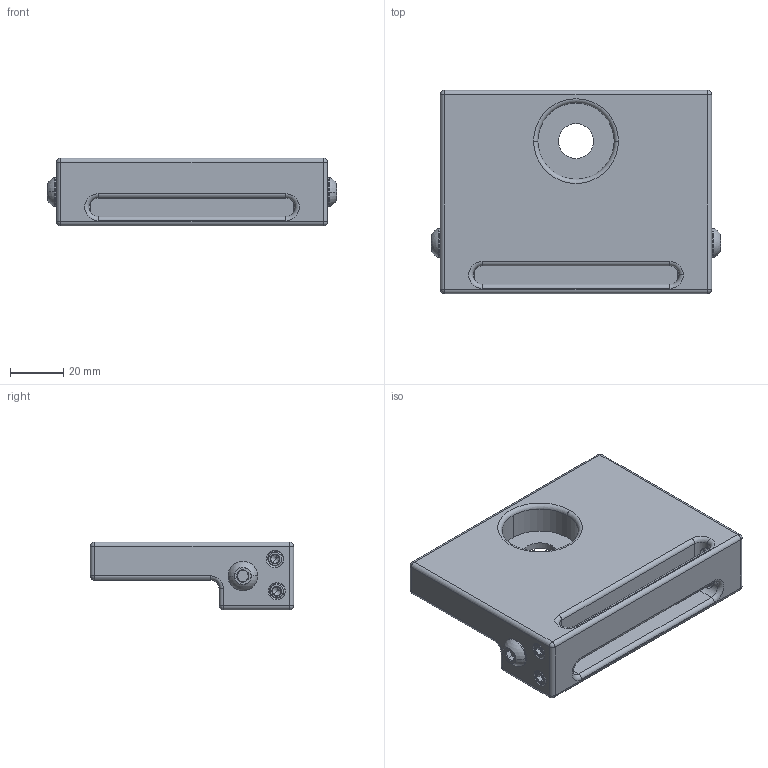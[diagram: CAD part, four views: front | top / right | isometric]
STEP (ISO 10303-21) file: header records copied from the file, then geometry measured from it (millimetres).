
FILE_DESCRIPTION (( 'STEP AP214' ), '1' );
FILE_NAME ('HG-5470 Rev A Spark Gap Busbar Adapter STEP.STEP', '2018-12-24T04:32:07', ( '' ), ( '' ), 'SwSTEP 2.0', 'SolidWorks 2018', '' );
FILE_SCHEMA (( 'AUTOMOTIVE_DESIGN' ));
Length unit declared in the file: inch
Products named in the file (4): HG-5471 Spark Gap Busbar Adapter; Button Head Screw .250-20 x .375_92949A535; HG-5470 Rev A Spark Gap Busbar Adapter STEP; Set Screw .250-20 x .500_92311A537
Assembly tree (7 placements, depth 2):
  HG-5470 Rev A Spark Gap Busbar Adapter STEP
    HG-5471 Spark Gap Busbar Adapter
    Set Screw .250-20 x .500_92311A537  x4
    Button Head Screw .250-20 x .375_92949A535  x2
Bounding box: 108.31 x 76.2 x 25.4 mm (x, y, z)
Volume: 120355.7 mm3; surface area: 31512.2 mm2
Topology: 7 solids, 7 shells, 383 faces, 934 edges, 547 vertices
Faces by surface type: cylinder 147, cone 100, plane 87, bspline 18, torus 17, sphere 14
Entity records: 8891 total; most frequent: CARTESIAN_POINT 4488, ORIENTED_EDGE 864, DIRECTION 857, EDGE_CURVE 432, AXIS2_PLACEMENT_3D 346, VERTEX_POINT 257, EDGE_LOOP 205, ADVANCED_FACE 188
